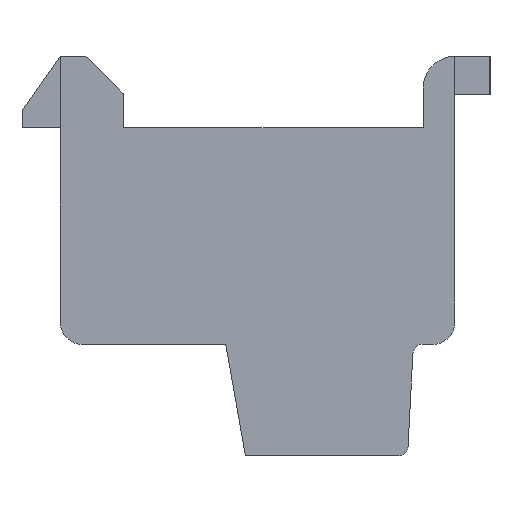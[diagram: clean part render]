
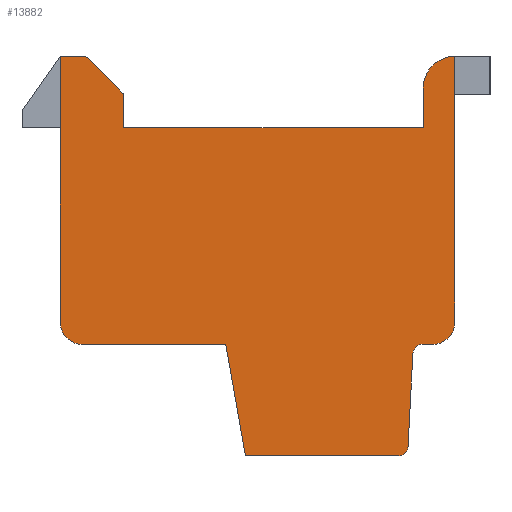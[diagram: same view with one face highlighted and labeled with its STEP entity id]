
A CAD part, left-side view. The second image highlights one B-rep face of the part: STEP entity #13882.
In plain terms, the highlighted planar face has unit normal (-1, 0, 0).
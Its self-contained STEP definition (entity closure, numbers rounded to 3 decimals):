
#1=CARTESIAN_POINT('',(0.,-5.55,-2.075));
#2=DIRECTION('',(1.,0.,0.));
#3=DIRECTION('',(0.,-1.,0.));
#4=AXIS2_PLACEMENT_3D('',#1,#2,#3);
#6=DIRECTION('',(0.,1.,0.));
#7=VECTOR('',#6,0.323);
#8=CARTESIAN_POINT('',(0.,-5.55,-2.775));
#9=LINE('',#8,#7);
#10=CARTESIAN_POINT('',(0.,-5.227,-3.075));
#11=DIRECTION('',(-1.,0.,0.));
#12=DIRECTION('',(0.,0.,1.));
#13=AXIS2_PLACEMENT_3D('',#10,#11,#12);
#15=DIRECTION('',(0.,0.052,-0.999));
#16=VECTOR('',#15,2.904);
#17=CARTESIAN_POINT('',(0.,-4.927,-3.075));
#18=LINE('',#17,#16);
#19=CARTESIAN_POINT('',(0.,-4.475,-5.975));
#20=DIRECTION('',(1.,0.,0.));
#21=DIRECTION('',(0.,-1.,0.));
#22=AXIS2_PLACEMENT_3D('',#19,#20,#21);
#24=DIRECTION('',(0.,1.,0.));
#25=VECTOR('',#24,4.808);
#26=CARTESIAN_POINT('',(0.,-4.475,-6.275));
#27=LINE('',#26,#25);
#28=DIRECTION('',(0.,0.174,0.985));
#29=VECTOR('',#28,3.554);
#30=CARTESIAN_POINT('',(0.,0.333,-6.275));
#31=LINE('',#30,#29);
#32=DIRECTION('',(0.,1.,0.));
#33=VECTOR('',#32,4.5);
#34=CARTESIAN_POINT('',(0.,0.95,-2.775));
#35=LINE('',#34,#33);
#36=CARTESIAN_POINT('',(0.,5.45,-2.075));
#37=DIRECTION('',(1.,0.,0.));
#38=DIRECTION('',(0.,0.,-1.));
#39=AXIS2_PLACEMENT_3D('',#36,#37,#38);
#41=CARTESIAN_POINT('',(0.,6.072,6.125));
#42=DIRECTION('',(1.,0.,0.));
#43=DIRECTION('',(0.,0.521,0.854));
#44=AXIS2_PLACEMENT_3D('',#41,#42,#43);
#46=DIRECTION('',(0.,-1.,0.));
#47=VECTOR('',#46,0.66);
#48=CARTESIAN_POINT('',(0.,6.072,6.275));
#49=LINE('',#48,#47);
#50=CARTESIAN_POINT('',(0.,5.412,6.125));
#51=DIRECTION('',(1.,0.,0.));
#52=DIRECTION('',(0.,0.,1.));
#53=AXIS2_PLACEMENT_3D('',#50,#51,#52);
#55=DIRECTION('',(0.,-0.707,-0.707));
#56=VECTOR('',#55,1.573);
#57=CARTESIAN_POINT('',(0.,5.306,6.231));
#58=LINE('',#57,#56);
#59=CARTESIAN_POINT('',(0.,4.3,5.013));
#60=DIRECTION('',(1.,0.,0.));
#61=DIRECTION('',(0.,-0.707,0.707));
#62=AXIS2_PLACEMENT_3D('',#59,#60,#61);
#64=DIRECTION('',(0.,0.,-1.));
#65=VECTOR('',#64,0.988);
#66=CARTESIAN_POINT('',(0.,4.15,5.013));
#67=LINE('',#66,#65);
#68=DIRECTION('',(0.,-1.,0.));
#69=VECTOR('',#68,9.4);
#70=CARTESIAN_POINT('',(0.,4.15,4.025));
#71=LINE('',#70,#69);
#72=DIRECTION('',(0.,0.,1.));
#73=VECTOR('',#72,1.25);
#74=CARTESIAN_POINT('',(0.,-5.25,4.025));
#75=LINE('',#74,#73);
#76=CARTESIAN_POINT('',(0.,-6.25,5.275));
#77=DIRECTION('',(1.,0.,0.));
#78=DIRECTION('',(0.,1.,0.));
#79=AXIS2_PLACEMENT_3D('',#76,#77,#78);
#353=DIRECTION('',(0.,0.,1.));
#354=VECTOR('',#353,8.35);
#355=CARTESIAN_POINT('',(0.,-6.25,-2.075));
#356=LINE('',#355,#354);
#6367=DIRECTION('',(0.,0.,-1.));
#6368=VECTOR('',#6367,8.328);
#6369=CARTESIAN_POINT('',(0.,6.15,6.253));
#6370=LINE('',#6369,#6368);
#10543=CARTESIAN_POINT('',(0.,6.072,6.275));
#10544=CARTESIAN_POINT('',(0.,5.412,6.275));
#10545=VERTEX_POINT('',#10543);
#10546=VERTEX_POINT('',#10544);
#10547=CARTESIAN_POINT('',(0.,5.306,6.231));
#10548=VERTEX_POINT('',#10547);
#10549=CARTESIAN_POINT('',(0.,4.194,5.119));
#10550=VERTEX_POINT('',#10549);
#10551=CARTESIAN_POINT('',(0.,4.15,5.013));
#10552=VERTEX_POINT('',#10551);
#10553=CARTESIAN_POINT('',(0.,4.15,4.025));
#10554=VERTEX_POINT('',#10553);
#10555=CARTESIAN_POINT('',(0.,-5.25,4.025));
#10556=VERTEX_POINT('',#10555);
#10557=CARTESIAN_POINT('',(0.,-5.25,5.275));
#10558=VERTEX_POINT('',#10557);
#10559=CARTESIAN_POINT('',(0.,-6.25,-2.075));
#10560=CARTESIAN_POINT('',(0.,-5.55,-2.775));
#10561=VERTEX_POINT('',#10559);
#10562=VERTEX_POINT('',#10560);
#10563=CARTESIAN_POINT('',(0.,-5.227,-2.775));
#10564=VERTEX_POINT('',#10563);
#10565=CARTESIAN_POINT('',(0.,-4.927,-3.075));
#10566=VERTEX_POINT('',#10565);
#10567=CARTESIAN_POINT('',(0.,-4.775,-5.975));
#10568=VERTEX_POINT('',#10567);
#10569=CARTESIAN_POINT('',(0.,-4.475,-6.275));
#10570=VERTEX_POINT('',#10569);
#10571=CARTESIAN_POINT('',(0.,0.333,-6.275));
#10572=VERTEX_POINT('',#10571);
#10573=CARTESIAN_POINT('',(0.,0.95,-2.775));
#10574=VERTEX_POINT('',#10573);
#10575=CARTESIAN_POINT('',(0.,5.45,-2.775));
#10576=VERTEX_POINT('',#10575);
#10577=CARTESIAN_POINT('',(0.,6.15,-2.075));
#10578=VERTEX_POINT('',#10577);
#11563=CARTESIAN_POINT('',(0.,6.15,6.253));
#11564=VERTEX_POINT('',#11563);
#11567=CARTESIAN_POINT('',(0.,-6.25,6.275));
#11568=VERTEX_POINT('',#11567);
#13835=CARTESIAN_POINT('',(0.,0.,0.));
#13836=DIRECTION('',(1.,0.,0.));
#13837=DIRECTION('',(0.,-1.,0.));
#13838=AXIS2_PLACEMENT_3D('',#13835,#13836,#13837);
#13839=PLANE('',#13838);
#13841=ORIENTED_EDGE('',*,*,#13840,.F.);
#13843=ORIENTED_EDGE('',*,*,#13842,.T.);
#13845=ORIENTED_EDGE('',*,*,#13844,.T.);
#13847=ORIENTED_EDGE('',*,*,#13846,.T.);
#13849=ORIENTED_EDGE('',*,*,#13848,.T.);
#13851=ORIENTED_EDGE('',*,*,#13850,.T.);
#13853=ORIENTED_EDGE('',*,*,#13852,.T.);
#13855=ORIENTED_EDGE('',*,*,#13854,.T.);
#13857=ORIENTED_EDGE('',*,*,#13856,.T.);
#13859=ORIENTED_EDGE('',*,*,#13858,.T.);
#13861=ORIENTED_EDGE('',*,*,#13860,.F.);
#13863=ORIENTED_EDGE('',*,*,#13862,.T.);
#13865=ORIENTED_EDGE('',*,*,#13864,.T.);
#13867=ORIENTED_EDGE('',*,*,#13866,.T.);
#13869=ORIENTED_EDGE('',*,*,#13868,.T.);
#13871=ORIENTED_EDGE('',*,*,#13870,.T.);
#13873=ORIENTED_EDGE('',*,*,#13872,.T.);
#13875=ORIENTED_EDGE('',*,*,#13874,.T.);
#13877=ORIENTED_EDGE('',*,*,#13876,.T.);
#13879=ORIENTED_EDGE('',*,*,#13878,.T.);
#13880=EDGE_LOOP('',(#13841,#13843,#13845,#13847,#13849,#13851,#13853,#13855,
#13857,#13859,#13861,#13863,#13865,#13867,#13869,#13871,#13873,#13875,#13877,
#13879));
#13881=FACE_OUTER_BOUND('',#13880,.F.);
#13882=ADVANCED_FACE('',(#13881),#13839,.F.);
#5=CIRCLE('',#4,0.7);
#14=CIRCLE('',#13,0.3);
#23=CIRCLE('',#22,0.3);
#40=CIRCLE('',#39,0.7);
#45=CIRCLE('',#44,0.15);
#54=CIRCLE('',#53,0.15);
#63=CIRCLE('',#62,0.15);
#80=CIRCLE('',#79,1.);
#13840=EDGE_CURVE('',#10561,#11568,#356,.T.);
#13842=EDGE_CURVE('',#10561,#10562,#5,.T.);
#13844=EDGE_CURVE('',#10562,#10564,#9,.T.);
#13846=EDGE_CURVE('',#10564,#10566,#14,.T.);
#13848=EDGE_CURVE('',#10566,#10568,#18,.T.);
#13850=EDGE_CURVE('',#10568,#10570,#23,.T.);
#13852=EDGE_CURVE('',#10570,#10572,#27,.T.);
#13854=EDGE_CURVE('',#10572,#10574,#31,.T.);
#13856=EDGE_CURVE('',#10574,#10576,#35,.T.);
#13858=EDGE_CURVE('',#10576,#10578,#40,.T.);
#13860=EDGE_CURVE('',#11564,#10578,#6370,.T.);
#13862=EDGE_CURVE('',#11564,#10545,#45,.T.);
#13864=EDGE_CURVE('',#10545,#10546,#49,.T.);
#13866=EDGE_CURVE('',#10546,#10548,#54,.T.);
#13868=EDGE_CURVE('',#10548,#10550,#58,.T.);
#13870=EDGE_CURVE('',#10550,#10552,#63,.T.);
#13872=EDGE_CURVE('',#10552,#10554,#67,.T.);
#13874=EDGE_CURVE('',#10554,#10556,#71,.T.);
#13876=EDGE_CURVE('',#10556,#10558,#75,.T.);
#13878=EDGE_CURVE('',#10558,#11568,#80,.T.);
